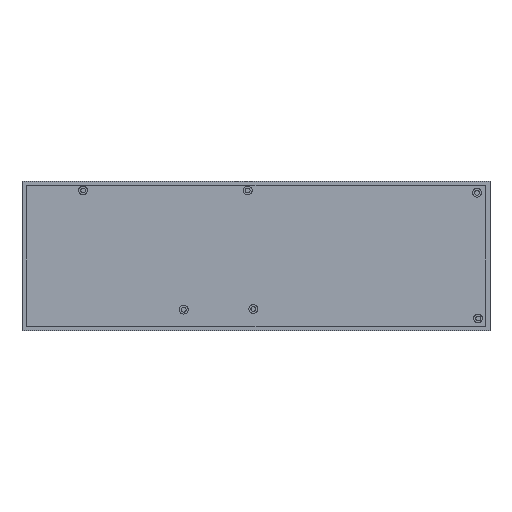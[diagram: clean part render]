
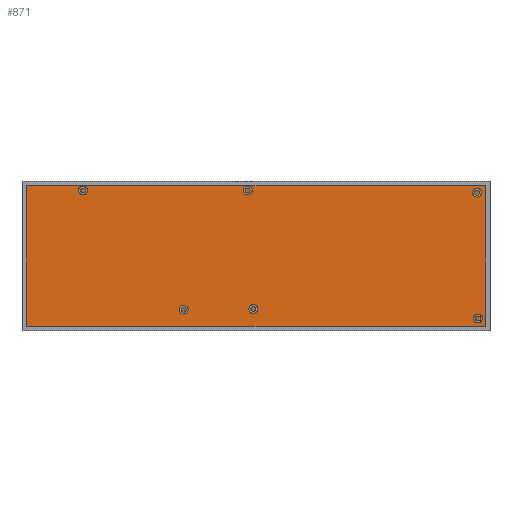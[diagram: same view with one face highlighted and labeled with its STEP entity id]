
A CAD part, top view. The second image highlights one B-rep face of the part: STEP entity #871.
In plain terms, the highlighted planar face has unit normal (0, 0, 1).
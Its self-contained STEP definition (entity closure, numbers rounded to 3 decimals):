
#832=CARTESIAN_POINT('',(149.6,-90.707,-4.9));
#833=DIRECTION('',(0.,0.,1.));
#834=DIRECTION('',(1.,0.,0.));
#835=AXIS2_PLACEMENT_3D('',#832,#833,#834);
#836=PLANE('',#835);
#837=CARTESIAN_POINT('',(300.2,-91.507,-4.9));
#838=VERTEX_POINT('',#837);
#839=CARTESIAN_POINT('',(-1.,-91.507,-4.9));
#840=VERTEX_POINT('',#839);
#841=CARTESIAN_POINT('',(300.2,-91.507,-4.9));
#842=DIRECTION('',(-1.,0.,0.));
#843=VECTOR('',#842,301.2);
#844=LINE('',#841,#843);
#845=EDGE_CURVE('',#838,#840,#844,.T.);
#846=ORIENTED_EDGE('',*,*,#845,.F.);
#847=CARTESIAN_POINT('',(300.2,0.893,-4.9));
#848=VERTEX_POINT('',#847);
#849=CARTESIAN_POINT('',(300.2,0.893,-4.9));
#850=DIRECTION('',(0.,-1.,0.));
#851=VECTOR('',#850,92.4);
#852=LINE('',#849,#851);
#853=EDGE_CURVE('',#848,#838,#852,.T.);
#854=ORIENTED_EDGE('',*,*,#853,.F.);
#855=CARTESIAN_POINT('',(-1.,0.893,-4.9));
#856=VERTEX_POINT('',#855);
#857=CARTESIAN_POINT('',(-1.,0.893,-4.9));
#858=DIRECTION('',(1.,0.,0.));
#859=VECTOR('',#858,301.2);
#860=LINE('',#857,#859);
#861=EDGE_CURVE('',#856,#848,#860,.T.);
#862=ORIENTED_EDGE('',*,*,#861,.F.);
#863=CARTESIAN_POINT('',(-1.,0.893,-4.9));
#864=DIRECTION('',(0.,-1.,0.));
#865=VECTOR('',#864,92.4);
#866=LINE('',#863,#865);
#867=EDGE_CURVE('',#856,#840,#866,.T.);
#868=ORIENTED_EDGE('',*,*,#867,.T.);
#869=EDGE_LOOP('',(#846,#854,#862,#868));
#870=FACE_BOUND('',#869,.T.);
#871=ADVANCED_FACE('',(#870),#836,.T.);
